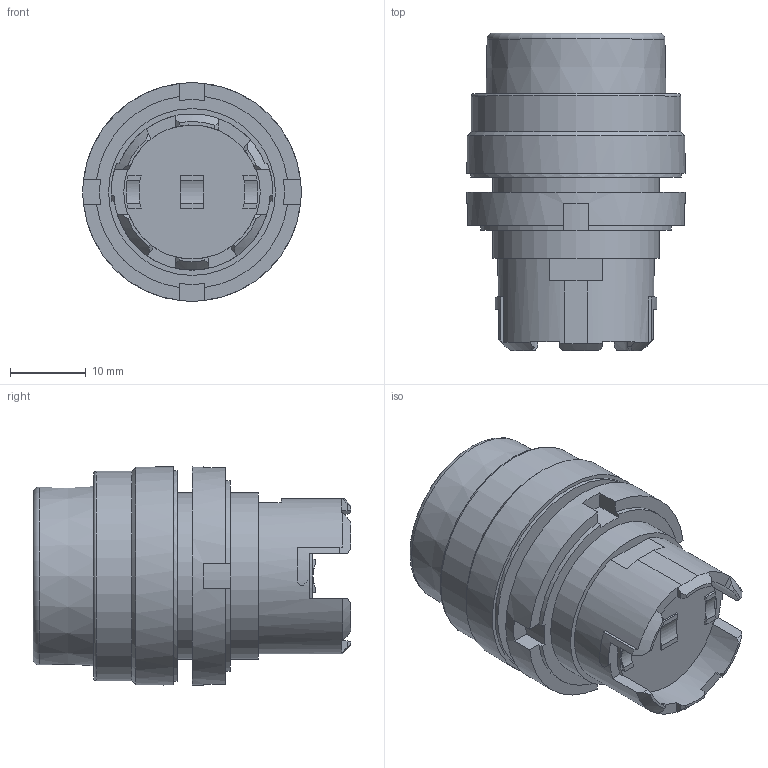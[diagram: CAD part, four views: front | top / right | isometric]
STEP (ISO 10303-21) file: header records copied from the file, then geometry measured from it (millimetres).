
FILE_DESCRIPTION( ( 'Unknown' ), '1' );
FILE_NAME( 'A20L-A2E-Solid3D-20180706.stp', 'Unknown', ( 'Unknown' ), ( 'Unknown' ), 'XStep 1.0', 'Unknown', ' ' );
FILE_SCHEMA( ( 'automotive_design' ) );
Length unit declared in the file: millimetre
Products named in the file (1): 5
Bounding box: 28.8 x 41.9 x 28.8 mm (x, y, z)
Volume: 18259 mm3; surface area: 5210.1 mm2
Topology: 1 solids, 1 shells, 149 faces, 402 edges, 265 vertices
Faces by surface type: plane 101, cylinder 36, cone 9, torus 3
Full cylindrical faces by diameter (mm): 22 x2, 27.6 x1, 27.8 x1, 28.8 x1
Entity records: 5847 total; most frequent: CARTESIAN_POINT 913, DIRECTION 791, ORIENTED_EDGE 768, EDGE_CURVE 384, AXIS2_PLACEMENT_3D 292, VERTEX_POINT 258, LINE 207, VECTOR 207
